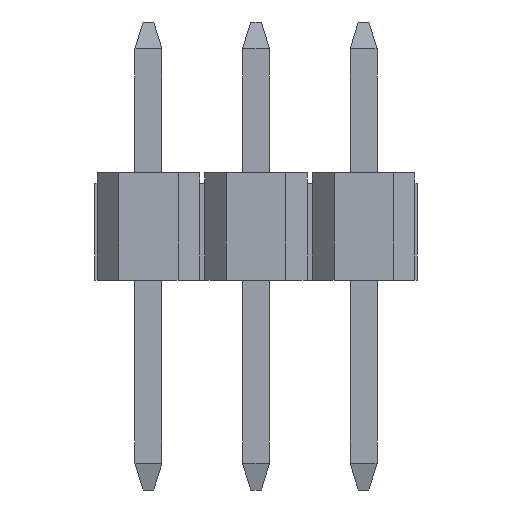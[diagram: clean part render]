
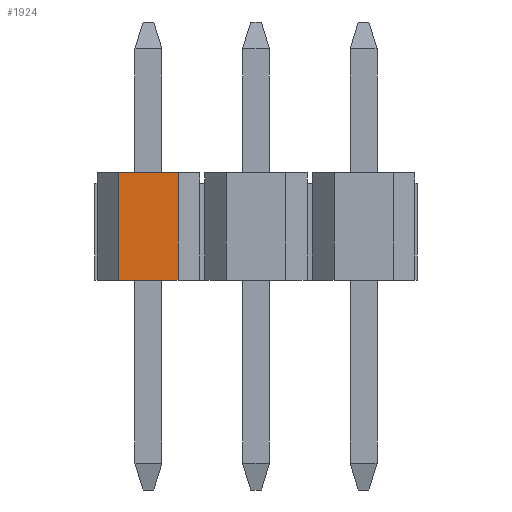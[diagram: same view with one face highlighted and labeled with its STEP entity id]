
A CAD part, front view. The second image highlights one B-rep face of the part: STEP entity #1924.
In plain terms, the highlighted planar face has unit normal (0, -1, 0).
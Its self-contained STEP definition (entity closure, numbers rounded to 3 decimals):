
#407 = PLANE('',#408);
#408 = AXIS2_PLACEMENT_3D('',#409,#410,#411);
#409 = CARTESIAN_POINT('',(-2.,1.,-2.));
#410 = DIRECTION('',(0.,0.,1.));
#411 = DIRECTION('',(1.,0.,0.));
#628 = VERTEX_POINT('',#629);
#629 = CARTESIAN_POINT('',(-1.55,0.,-2.));
#643 = PLANE('',#644);
#644 = AXIS2_PLACEMENT_3D('',#645,#646,#647);
#645 = CARTESIAN_POINT('',(-1.95,0.4,0.));
#646 = DIRECTION('',(0.707,0.707,0.));
#647 = DIRECTION('',(-0.707,0.707,0.));
#655 = EDGE_CURVE('',#656,#628,#658,.T.);
#656 = VERTEX_POINT('',#657);
#657 = CARTESIAN_POINT('',(-0.45,0.,-2.));
#658 = SURFACE_CURVE('',#659,(#663,#670),.PCURVE_S1.);
#659 = LINE('',#660,#661);
#660 = CARTESIAN_POINT('',(-0.45,0.,-2.));
#661 = VECTOR('',#662,1.);
#662 = DIRECTION('',(-1.,0.,0.));
#663 = PCURVE('',#407,#664);
#664 = DEFINITIONAL_REPRESENTATION('',(#665),#669);
#665 = LINE('',#666,#667);
#666 = CARTESIAN_POINT('',(1.55,-1.));
#667 = VECTOR('',#668,1.);
#668 = DIRECTION('',(-1.,0.));
#669 = ( GEOMETRIC_REPRESENTATION_CONTEXT(2) 
PARAMETRIC_REPRESENTATION_CONTEXT() REPRESENTATION_CONTEXT('2D SPACE',''
  ) );
#670 = PCURVE('',#671,#676);
#671 = PLANE('',#672);
#672 = AXIS2_PLACEMENT_3D('',#673,#674,#675);
#673 = CARTESIAN_POINT('',(0.,0.,-2.));
#674 = DIRECTION('',(0.,-1.,0.));
#675 = DIRECTION('',(1.,0.,0.));
#676 = DEFINITIONAL_REPRESENTATION('',(#677),#681);
#677 = LINE('',#678,#679);
#678 = CARTESIAN_POINT('',(-0.45,0.));
#679 = VECTOR('',#680,1.);
#680 = DIRECTION('',(-1.,0.));
#681 = ( GEOMETRIC_REPRESENTATION_CONTEXT(2) 
PARAMETRIC_REPRESENTATION_CONTEXT() REPRESENTATION_CONTEXT('2D SPACE',''
  ) );
#699 = PLANE('',#700);
#700 = AXIS2_PLACEMENT_3D('',#701,#702,#703);
#701 = CARTESIAN_POINT('',(-0.45,0.,0.));
#702 = DIRECTION('',(-0.707,0.707,0.));
#703 = DIRECTION('',(-0.707,-0.707,0.));
#1766 = EDGE_CURVE('',#628,#1767,#1769,.T.);
#1767 = VERTEX_POINT('',#1768);
#1768 = CARTESIAN_POINT('',(-1.55,0.,0.));
#1769 = SURFACE_CURVE('',#1770,(#1774,#1781),.PCURVE_S1.);
#1770 = LINE('',#1771,#1772);
#1771 = CARTESIAN_POINT('',(-1.55,0.,-2.));
#1772 = VECTOR('',#1773,1.);
#1773 = DIRECTION('',(0.,0.,1.));
#1774 = PCURVE('',#643,#1775);
#1775 = DEFINITIONAL_REPRESENTATION('',(#1776),#1780);
#1776 = LINE('',#1777,#1778);
#1777 = CARTESIAN_POINT('',(-0.566,-2.));
#1778 = VECTOR('',#1779,1.);
#1779 = DIRECTION('',(0.,1.));
#1780 = ( GEOMETRIC_REPRESENTATION_CONTEXT(2) 
PARAMETRIC_REPRESENTATION_CONTEXT() REPRESENTATION_CONTEXT('2D SPACE',''
  ) );
#1781 = PCURVE('',#671,#1782);
#1782 = DEFINITIONAL_REPRESENTATION('',(#1783),#1787);
#1783 = LINE('',#1784,#1785);
#1784 = CARTESIAN_POINT('',(-1.55,0.));
#1785 = VECTOR('',#1786,1.);
#1786 = DIRECTION('',(0.,1.));
#1787 = ( GEOMETRIC_REPRESENTATION_CONTEXT(2) 
PARAMETRIC_REPRESENTATION_CONTEXT() REPRESENTATION_CONTEXT('2D SPACE',''
  ) );
#1805 = PLANE('',#1806);
#1806 = AXIS2_PLACEMENT_3D('',#1807,#1808,#1809);
#1807 = CARTESIAN_POINT('',(-2.,1.,0.));
#1808 = DIRECTION('',(0.,0.,1.));
#1809 = DIRECTION('',(1.,0.,0.));
#1924 = ADVANCED_FACE('',(#1925),#671,.T.);
#1925 = FACE_BOUND('',#1926,.T.);
#1926 = EDGE_LOOP('',(#1927,#1950,#1951,#1952));
#1927 = ORIENTED_EDGE('',*,*,#1928,.T.);
#1928 = EDGE_CURVE('',#1929,#1767,#1931,.T.);
#1929 = VERTEX_POINT('',#1930);
#1930 = CARTESIAN_POINT('',(-0.45,0.,0.));
#1931 = SURFACE_CURVE('',#1932,(#1936,#1943),.PCURVE_S1.);
#1932 = LINE('',#1933,#1934);
#1933 = CARTESIAN_POINT('',(-0.45,0.,0.));
#1934 = VECTOR('',#1935,1.);
#1935 = DIRECTION('',(-1.,0.,0.));
#1936 = PCURVE('',#671,#1937);
#1937 = DEFINITIONAL_REPRESENTATION('',(#1938),#1942);
#1938 = LINE('',#1939,#1940);
#1939 = CARTESIAN_POINT('',(-0.45,2.));
#1940 = VECTOR('',#1941,1.);
#1941 = DIRECTION('',(-1.,0.));
#1942 = ( GEOMETRIC_REPRESENTATION_CONTEXT(2) 
PARAMETRIC_REPRESENTATION_CONTEXT() REPRESENTATION_CONTEXT('2D SPACE',''
  ) );
#1943 = PCURVE('',#1805,#1944);
#1944 = DEFINITIONAL_REPRESENTATION('',(#1945),#1949);
#1945 = LINE('',#1946,#1947);
#1946 = CARTESIAN_POINT('',(1.55,-1.));
#1947 = VECTOR('',#1948,1.);
#1948 = DIRECTION('',(-1.,0.));
#1949 = ( GEOMETRIC_REPRESENTATION_CONTEXT(2) 
PARAMETRIC_REPRESENTATION_CONTEXT() REPRESENTATION_CONTEXT('2D SPACE',''
  ) );
#1950 = ORIENTED_EDGE('',*,*,#1766,.F.);
#1951 = ORIENTED_EDGE('',*,*,#655,.F.);
#1952 = ORIENTED_EDGE('',*,*,#1953,.T.);
#1953 = EDGE_CURVE('',#656,#1929,#1954,.T.);
#1954 = SURFACE_CURVE('',#1955,(#1959,#1966),.PCURVE_S1.);
#1955 = LINE('',#1956,#1957);
#1956 = CARTESIAN_POINT('',(-0.45,0.,-2.));
#1957 = VECTOR('',#1958,1.);
#1958 = DIRECTION('',(0.,0.,1.));
#1959 = PCURVE('',#671,#1960);
#1960 = DEFINITIONAL_REPRESENTATION('',(#1961),#1965);
#1961 = LINE('',#1962,#1963);
#1962 = CARTESIAN_POINT('',(-0.45,0.));
#1963 = VECTOR('',#1964,1.);
#1964 = DIRECTION('',(0.,1.));
#1965 = ( GEOMETRIC_REPRESENTATION_CONTEXT(2) 
PARAMETRIC_REPRESENTATION_CONTEXT() REPRESENTATION_CONTEXT('2D SPACE',''
  ) );
#1966 = PCURVE('',#699,#1967);
#1967 = DEFINITIONAL_REPRESENTATION('',(#1968),#1972);
#1968 = LINE('',#1969,#1970);
#1969 = CARTESIAN_POINT('',(0.,-2.));
#1970 = VECTOR('',#1971,1.);
#1971 = DIRECTION('',(0.,1.));
#1972 = ( GEOMETRIC_REPRESENTATION_CONTEXT(2) 
PARAMETRIC_REPRESENTATION_CONTEXT() REPRESENTATION_CONTEXT('2D SPACE',''
  ) );
